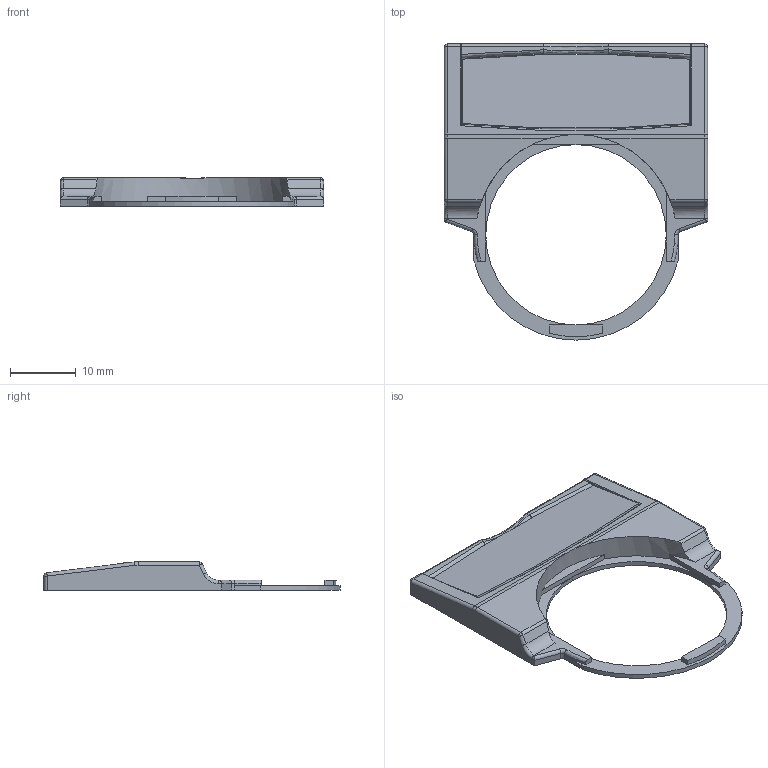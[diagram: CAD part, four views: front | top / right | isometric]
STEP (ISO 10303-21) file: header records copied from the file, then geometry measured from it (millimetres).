
FILE_DESCRIPTION(('CATIA V5 STEP Exchange','CAx-IF Rec.Pracs.--- Model Styling and Organization---1.2---2011-12-15'),'2;1');
FILE_NAME('LWG3.stp','2014-04-11T10:54:58+00:00',('none'),('none'),'Unofficial Packaging Version','CATIA V5 STEP AP214 Edition 3','none');
FILE_SCHEMA(('AUTOMOTIVE_DESIGN { 1 0 10303 214 3 1 1 1 }'));
Length unit declared in the file: millimetre
Products named in the file (3): LWG3; 069673000; 069681000
Assembly tree (2 placements, depth 2):
  LWG3
    069673000
    069681000
Bounding box: 40 x 45 x 4.3 mm (x, y, z)
Volume: 2101.5 mm3; surface area: 3930.5 mm2
Topology: 2 solids, 2 shells, 228 faces, 630 edges, 408 vertices
Faces by surface type: plane 132, cylinder 73, torus 11, bspline 8, sphere 4
Entity records: 8874 total; most frequent: CARTESIAN_POINT 1983, ORIENTED_EDGE 1252, DIRECTION 821, EDGE_CURVE 626, VERTEX_POINT 408, VECTOR 371, LINE 371, AXIS2_PLACEMENT_3D 293
